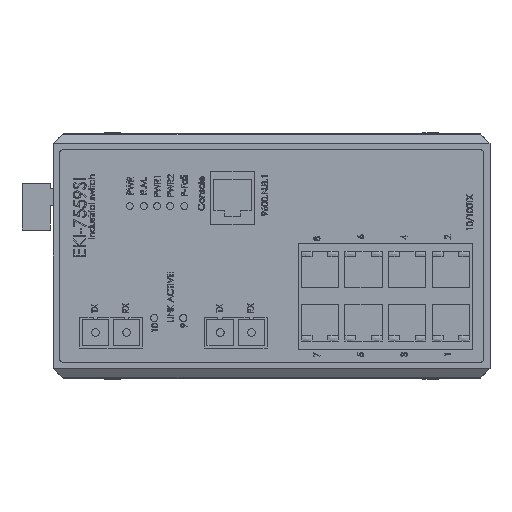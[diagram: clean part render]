
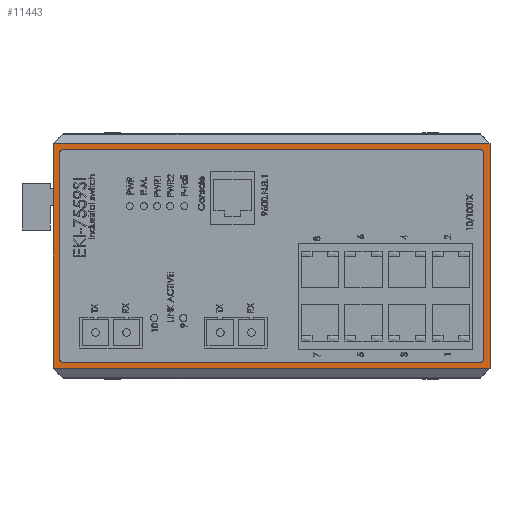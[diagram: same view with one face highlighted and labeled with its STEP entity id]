
A CAD part, left-side view. The second image highlights one B-rep face of the part: STEP entity #11443.
In plain terms, the highlighted planar face has unit normal (-1, 0, 0).
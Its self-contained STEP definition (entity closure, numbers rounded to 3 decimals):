
#10722 = VERTEX_POINT ( 'NONE', #87402 ) ;
#10837 = VERTEX_POINT ( 'NONE', #87936 ) ;
#10841 = EDGE_CURVE ( 'NONE', #10722, #10837, #88000, .T. ) ;
#11393 = EDGE_CURVE ( 'NONE', #10722, #11395, #90493, .T. ) ;
#11395 = VERTEX_POINT ( 'NONE', #90487 ) ;
#11443 = ADVANCED_FACE ( 'NONE', ( #90773, #90783 ), #90910, .F. ) ;
#11445 = EDGE_LOOP ( 'NONE', ( #11447, #11478, #11485, #11490, #11496, #11530, #11535, #11541 ) ) ;
#11447 = ORIENTED_EDGE ( 'NONE', *, *, #11449, .T. ) ;
#11449 = EDGE_CURVE ( 'NONE', #11473, #11474, #90892, .T. ) ;
#11465 = VERTEX_POINT ( 'NONE', #90930 ) ;
#11468 = ORIENTED_EDGE ( 'NONE', *, *, #11470, .F. ) ;
#11470 = EDGE_CURVE ( 'NONE', #11395, #11465, #90917, .T. ) ;
#11473 = VERTEX_POINT ( 'NONE', #90061 ) ;
#11474 = VERTEX_POINT ( 'NONE', #90059 ) ;
#11478 = ORIENTED_EDGE ( 'NONE', *, *, #11480, .T. ) ;
#11480 = EDGE_CURVE ( 'NONE', #11474, #11482, #91018, .T. ) ;
#11482 = VERTEX_POINT ( 'NONE', #91013 ) ;
#11485 = ORIENTED_EDGE ( 'NONE', *, *, #11486, .T. ) ;
#11486 = EDGE_CURVE ( 'NONE', #11482, #11488, #90999, .T. ) ;
#11488 = VERTEX_POINT ( 'NONE', #90989 ) ;
#11490 = ORIENTED_EDGE ( 'NONE', *, *, #11492, .T. ) ;
#11492 = EDGE_CURVE ( 'NONE', #11488, #11494, #90978, .T. ) ;
#11494 = VERTEX_POINT ( 'NONE', #90972 ) ;
#11496 = ORIENTED_EDGE ( 'NONE', *, *, #11500, .T. ) ;
#11500 = EDGE_CURVE ( 'NONE', #11494, #11501, #91066, .T. ) ;
#11501 = VERTEX_POINT ( 'NONE', #91061 ) ;
#11530 = ORIENTED_EDGE ( 'NONE', *, *, #11532, .T. ) ;
#11532 = EDGE_CURVE ( 'NONE', #11501, #11533, #91196, .T. ) ;
#11533 = VERTEX_POINT ( 'NONE', #91182 ) ;
#11535 = ORIENTED_EDGE ( 'NONE', *, *, #11537, .T. ) ;
#11537 = EDGE_CURVE ( 'NONE', #11533, #11538, #91181, .T. ) ;
#11538 = VERTEX_POINT ( 'NONE', #91174 ) ;
#11541 = ORIENTED_EDGE ( 'NONE', *, *, #11543, .T. ) ;
#11543 = EDGE_CURVE ( 'NONE', #11538, #11473, #91155, .T. ) ;
#11544 = EDGE_LOOP ( 'NONE', ( #11547, #11548, #11468, #11593 ) ) ;
#11547 = ORIENTED_EDGE ( 'NONE', *, *, #10841, .T. ) ;
#11548 = ORIENTED_EDGE ( 'NONE', *, *, #11550, .T. ) ;
#11550 = EDGE_CURVE ( 'NONE', #10837, #11465, #91149, .T. ) ;
#11593 = ORIENTED_EDGE ( 'NONE', *, *, #11393, .F. ) ;
#87402 = CARTESIAN_POINT ( 'NONE',  ( -48., 140., -36. ) ) ;
#87936 = CARTESIAN_POINT ( 'NONE',  ( -48., 0., -36. ) ) ;
#87996 = DIRECTION ( 'NONE',  ( 0., -1., 0. ) ) ;
#87997 = VECTOR ( 'NONE', #87996, 1000. ) ;
#87999 = CARTESIAN_POINT ( 'NONE',  ( -48., 140., -36. ) ) ;
#88000 = LINE ( 'NONE', #87999, #87997 ) ;
#89678 = DIRECTION ( 'NONE',  ( 0., -1., 0. ) ) ;
#89679 = VECTOR ( 'NONE', #89678, 1000. ) ;
#89680 = CARTESIAN_POINT ( 'NONE',  ( -48., 140., 36. ) ) ;
#90059 = CARTESIAN_POINT ( 'NONE',  ( -48., 138., -33. ) ) ;
#90061 = CARTESIAN_POINT ( 'NONE',  ( -48., 137., -34. ) ) ;
#90487 = CARTESIAN_POINT ( 'NONE',  ( -48., 140., 36. ) ) ;
#90488 = DIRECTION ( 'NONE',  ( 0., 0., 1. ) ) ;
#90490 = VECTOR ( 'NONE', #90488, 1000. ) ;
#90492 = CARTESIAN_POINT ( 'NONE',  ( -48., 140., -36. ) ) ;
#90493 = LINE ( 'NONE', #90492, #90490 ) ;
#90773 = FACE_BOUND ( 'NONE', #11445, .T. ) ;
#90783 = FACE_OUTER_BOUND ( 'NONE', #11544, .T. ) ;
#90885 = DIRECTION ( 'NONE',  ( 0., 0., 1. ) ) ;
#90887 = DIRECTION ( 'NONE',  ( 1., 0., 0. ) ) ;
#90889 = CARTESIAN_POINT ( 'NONE',  ( -48., 137., -33. ) ) ;
#90891 = AXIS2_PLACEMENT_3D ( 'NONE', #90889, #90887, #90885 ) ;
#90892 = CIRCLE ( 'NONE', #90891, 1. ) ;
#90906 = DIRECTION ( 'NONE',  ( 0., 0., -1. ) ) ;
#90907 = DIRECTION ( 'NONE',  ( 1., 0., 0. ) ) ;
#90908 = CARTESIAN_POINT ( 'NONE',  ( -48., 140., -36. ) ) ;
#90909 = AXIS2_PLACEMENT_3D ( 'NONE', #90908, #90907, #90906 ) ;
#90910 = PLANE ( 'NONE',  #90909 ) ;
#90917 = LINE ( 'NONE', #89680, #89679 ) ;
#90930 = CARTESIAN_POINT ( 'NONE',  ( -48., 0., 36. ) ) ;
#90972 = CARTESIAN_POINT ( 'NONE',  ( -48., 3., 34. ) ) ;
#90975 = DIRECTION ( 'NONE',  ( 0., -1., 0. ) ) ;
#90976 = VECTOR ( 'NONE', #90975, 1000. ) ;
#90977 = CARTESIAN_POINT ( 'NONE',  ( -48., 137., 34. ) ) ;
#90978 = LINE ( 'NONE', #90977, #90976 ) ;
#90989 = CARTESIAN_POINT ( 'NONE',  ( -48., 137., 34. ) ) ;
#90991 = DIRECTION ( 'NONE',  ( 0., 0., -1. ) ) ;
#90993 = DIRECTION ( 'NONE',  ( 1., 0., 0. ) ) ;
#90995 = CARTESIAN_POINT ( 'NONE',  ( -48., 137., 33. ) ) ;
#90997 = AXIS2_PLACEMENT_3D ( 'NONE', #90995, #90993, #90991 ) ;
#90999 = CIRCLE ( 'NONE', #90997, 1. ) ;
#91013 = CARTESIAN_POINT ( 'NONE',  ( -48., 138., 33. ) ) ;
#91015 = DIRECTION ( 'NONE',  ( 0., 0., 1. ) ) ;
#91016 = VECTOR ( 'NONE', #91015, 1000. ) ;
#91017 = CARTESIAN_POINT ( 'NONE',  ( -48., 138., -33. ) ) ;
#91018 = LINE ( 'NONE', #91017, #91016 ) ;
#91061 = CARTESIAN_POINT ( 'NONE',  ( -48., 2., 33. ) ) ;
#91062 = DIRECTION ( 'NONE',  ( 0., 0., -1. ) ) ;
#91063 = DIRECTION ( 'NONE',  ( 1., 0., 0. ) ) ;
#91064 = CARTESIAN_POINT ( 'NONE',  ( -48., 3., 33. ) ) ;
#91065 = AXIS2_PLACEMENT_3D ( 'NONE', #91064, #91063, #91062 ) ;
#91066 = CIRCLE ( 'NONE', #91065, 1. ) ;
#91144 = CARTESIAN_POINT ( 'NONE',  ( -48., 0., -36. ) ) ;
#91149 = LINE ( 'NONE', #91144, #91265 ) ;
#91150 = DIRECTION ( 'NONE',  ( 0., 1., 0. ) ) ;
#91151 = VECTOR ( 'NONE', #91150, 1000. ) ;
#91153 = CARTESIAN_POINT ( 'NONE',  ( -48., 3., -34. ) ) ;
#91155 = LINE ( 'NONE', #91153, #91151 ) ;
#91174 = CARTESIAN_POINT ( 'NONE',  ( -48., 3., -34. ) ) ;
#91176 = DIRECTION ( 'NONE',  ( 0., 0., -1. ) ) ;
#91178 = DIRECTION ( 'NONE',  ( 1., 0., 0. ) ) ;
#91179 = CARTESIAN_POINT ( 'NONE',  ( -48., 3., -33. ) ) ;
#91180 = AXIS2_PLACEMENT_3D ( 'NONE', #91179, #91178, #91176 ) ;
#91181 = CIRCLE ( 'NONE', #91180, 1. ) ;
#91182 = CARTESIAN_POINT ( 'NONE',  ( -48., 2., -33. ) ) ;
#91184 = DIRECTION ( 'NONE',  ( 0., 0., -1. ) ) ;
#91185 = VECTOR ( 'NONE', #91184, 1000. ) ;
#91187 = CARTESIAN_POINT ( 'NONE',  ( -48., 2., 33. ) ) ;
#91196 = LINE ( 'NONE', #91187, #91185 ) ;
#91264 = DIRECTION ( 'NONE',  ( 0., 0., 1. ) ) ;
#91265 = VECTOR ( 'NONE', #91264, 1000. ) ;
